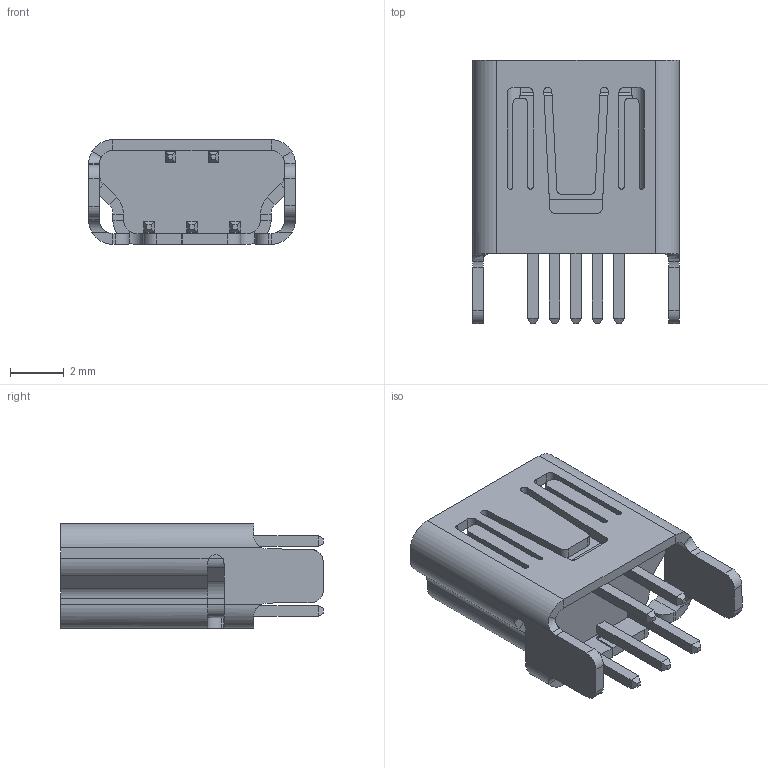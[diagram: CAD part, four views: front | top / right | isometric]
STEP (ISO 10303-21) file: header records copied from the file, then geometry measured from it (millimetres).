
FILE_DESCRIPTION (( 'STEP AP214' ), '1' );
FILE_NAME ('B8F5E437-8474-44BC-8B9F-C35146D732A4.STEP', '2024-01-14T13:50:09', ( '' ), ( '' ), 'SwSTEP 2.0', 'SolidWorks 2022', '' );
FILE_SCHEMA (( 'AUTOMOTIVE_DESIGN' ));
Length unit declared in the file: millimetre
Products named in the file (1): B8F5E437-8474-44BC-8B9F-C35146D732A4
Bounding box: 7.7 x 9.8 x 3.9 mm (x, y, z)
Volume: 94.2 mm3; surface area: 487.5 mm2
Topology: 6 solids, 6 shells, 370 faces, 929 edges, 576 vertices
Faces by surface type: plane 278, cylinder 86, bspline 6
Entity records: 14710 total; most frequent: CARTESIAN_POINT 2098, ORIENTED_EDGE 1858, DIRECTION 1811, EDGE_CURVE 929, LINE 737, VECTOR 737, VERTEX_POINT 576, AXIS2_PLACEMENT_3D 537
